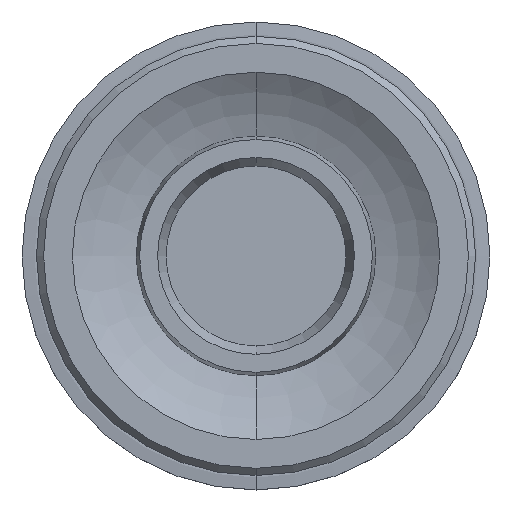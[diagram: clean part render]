
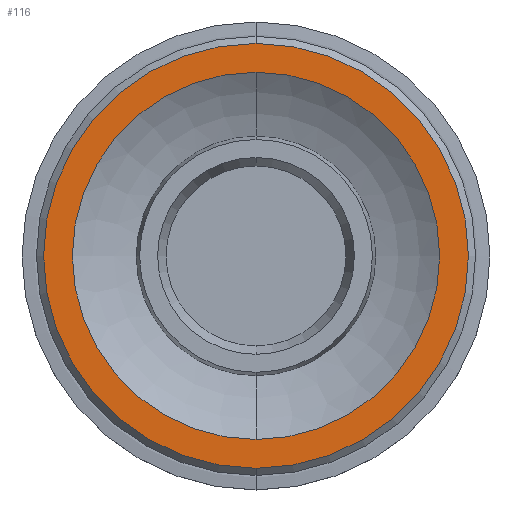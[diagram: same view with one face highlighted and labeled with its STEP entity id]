
A CAD part, top view. The second image highlights one B-rep face of the part: STEP entity #116.
In plain terms, the highlighted planar face has unit normal (0, 0, 1).
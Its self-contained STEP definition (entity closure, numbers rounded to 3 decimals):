
#48 = VERTEX_POINT ( 'NONE', #1886 ) ;
#64 = CIRCLE ( 'NONE', #707, 5.902 ) ;
#116 = ADVANCED_FACE ( 'NONE', ( #594, #2298 ), #2470, .T. ) ;
#147 = DIRECTION ( 'NONE',  ( 0., 1., 0. ) ) ;
#169 = ORIENTED_EDGE ( 'NONE', *, *, #790, .T. ) ;
#197 = DIRECTION ( 'NONE',  ( 0., 1., 0. ) ) ;
#255 = CIRCLE ( 'NONE', #2021, 5.902 ) ;
#305 = EDGE_CURVE ( 'NONE', #1525, #48, #255, .T. ) ;
#306 = ORIENTED_EDGE ( 'NONE', *, *, #901, .T. ) ;
#380 = CIRCLE ( 'NONE', #780, 5.102 ) ;
#451 = VERTEX_POINT ( 'NONE', #1107 ) ;
#509 = CARTESIAN_POINT ( 'NONE',  ( 0., 0., 7.5 ) ) ;
#571 = DIRECTION ( 'NONE',  ( 0., -1., 0. ) ) ;
#594 = FACE_BOUND ( 'NONE', #1069, .T. ) ;
#707 = AXIS2_PLACEMENT_3D ( 'NONE', #950, #1376, #1529 ) ;
#723 = CARTESIAN_POINT ( 'NONE',  ( 0., 0., 7.5 ) ) ;
#748 = CARTESIAN_POINT ( 'NONE',  ( 0., -5.902, 7.5 ) ) ;
#780 = AXIS2_PLACEMENT_3D ( 'NONE', #2455, #1715, #197 ) ;
#790 = EDGE_CURVE ( 'NONE', #1461, #451, #2254, .T. ) ;
#901 = EDGE_CURVE ( 'NONE', #451, #1461, #380, .T. ) ;
#950 = CARTESIAN_POINT ( 'NONE',  ( 0., 0., 7.5 ) ) ;
#984 = DIRECTION ( 'NONE',  ( 0., 0., 1. ) ) ;
#1069 = EDGE_LOOP ( 'NONE', ( #306, #169 ) ) ;
#1107 = CARTESIAN_POINT ( 'NONE',  ( 0., 5.102, 7.5 ) ) ;
#1161 = AXIS2_PLACEMENT_3D ( 'NONE', #723, #2292, #147 ) ;
#1236 = EDGE_LOOP ( 'NONE', ( #2387, #2487 ) ) ;
#1376 = DIRECTION ( 'NONE',  ( 0., 0., -1. ) ) ;
#1461 = VERTEX_POINT ( 'NONE', #1495 ) ;
#1495 = CARTESIAN_POINT ( 'NONE',  ( 0., -5.102, 7.5 ) ) ;
#1524 = CARTESIAN_POINT ( 'NONE',  ( 0., 5.902, 7.5 ) ) ;
#1525 = VERTEX_POINT ( 'NONE', #748 ) ;
#1529 = DIRECTION ( 'NONE',  ( 0., 1., 0. ) ) ;
#1587 = EDGE_CURVE ( 'NONE', #48, #1525, #64, .T. ) ;
#1715 = DIRECTION ( 'NONE',  ( 0., 0., -1. ) ) ;
#1776 = AXIS2_PLACEMENT_3D ( 'NONE', #1524, #984, #571 ) ;
#1836 = DIRECTION ( 'NONE',  ( 0., 1., 0. ) ) ;
#1886 = CARTESIAN_POINT ( 'NONE',  ( 0., 5.902, 7.5 ) ) ;
#2021 = AXIS2_PLACEMENT_3D ( 'NONE', #509, #2399, #1836 ) ;
#2254 = CIRCLE ( 'NONE', #1161, 5.102 ) ;
#2292 = DIRECTION ( 'NONE',  ( 0., 0., -1. ) ) ;
#2298 = FACE_OUTER_BOUND ( 'NONE', #1236, .T. ) ;
#2387 = ORIENTED_EDGE ( 'NONE', *, *, #1587, .F. ) ;
#2399 = DIRECTION ( 'NONE',  ( 0., 0., -1. ) ) ;
#2455 = CARTESIAN_POINT ( 'NONE',  ( 0., 0., 7.5 ) ) ;
#2470 = PLANE ( 'NONE',  #1776 ) ;
#2487 = ORIENTED_EDGE ( 'NONE', *, *, #305, .F. ) ;
